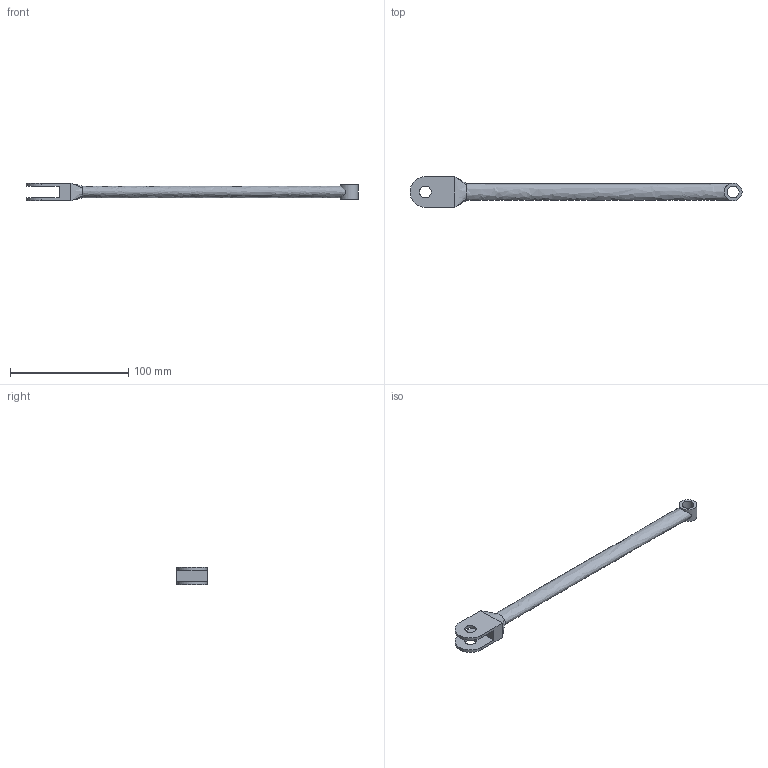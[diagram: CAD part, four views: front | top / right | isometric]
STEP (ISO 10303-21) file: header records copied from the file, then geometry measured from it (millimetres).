
FILE_DESCRIPTION(/* description */ (''),/* implementation_level */ '2;1');
FILE_NAME(/* name */ 'Link_2M_ipt_58aff985.STEP',/* time_stamp */ '2022-05-01T10:02:36-05:00',/* author */ ('Jhon Brando'),/* organization */ (''),/* preprocessor_version */ 'ST-DEVELOPER v18.1',/* originating_system */ 'Autodesk Inventor 2021',/* authorisation */ '');
FILE_SCHEMA (('AUTOMOTIVE_DESIGN { 1 0 10303 214 3 1 1 }'));
Length unit declared in the file: millimetre
Products named in the file (1): Link_2M
Bounding box: 280.5 x 26 x 15 mm (x, y, z)
Volume: 34283.8 mm3; surface area: 13909.6 mm2
Topology: 1 solids, 1 shells, 20 faces, 50 edges, 32 vertices
Faces by surface type: plane 9, cylinder 6, bspline 5
Full cylindrical faces by diameter (mm): 10 x3, 15 x1
Entity records: 787 total; most frequent: CARTESIAN_POINT 260, ORIENTED_EDGE 100, DIRECTION 96, EDGE_CURVE 50, AXIS2_PLACEMENT_3D 33, VERTEX_POINT 32, LINE 30, VECTOR 30
